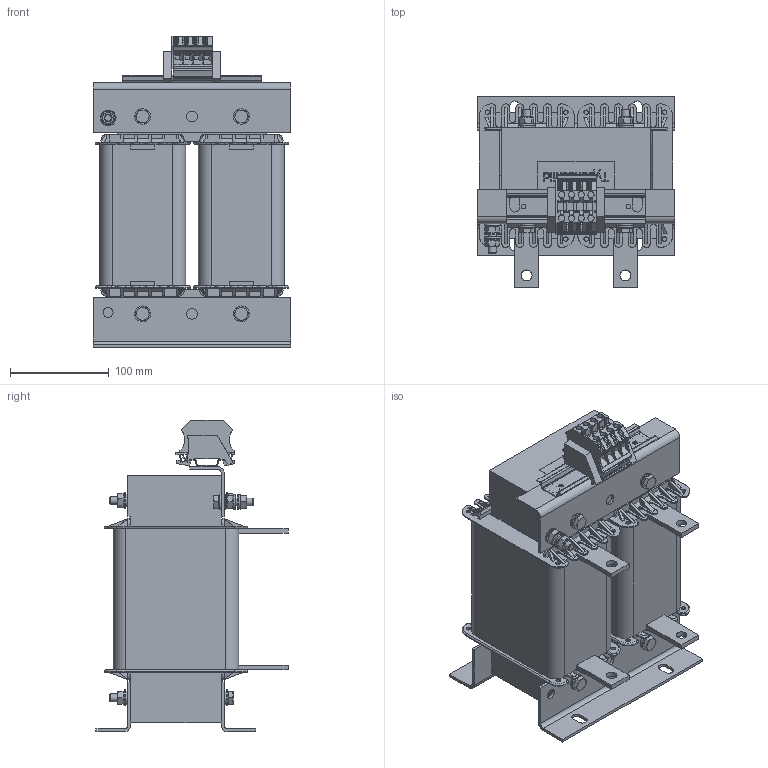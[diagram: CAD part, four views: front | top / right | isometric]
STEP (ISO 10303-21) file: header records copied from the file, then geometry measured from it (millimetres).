
FILE_DESCRIPTION(/* description */ (''),/* implementation_level */ '2;1');
FILE_NAME(/* name */ 'STEN_STEZ4.0.stp',/* time_stamp */ '2020-05-06T13:21:58+02:00',/* author */ ('TrapT'),/* organization */ (''),/* preprocessor_version */ 'ST-DEVELOPER v17.2',/* originating_system */ 'Autodesk Inventor 2019',/* authorisation */ '');
FILE_SCHEMA (('AUTOMOTIVE_DESIGN { 1 0 10303 214 3 1 1 }'));
Products named in the file (1): Bauteil1
Bounding box: 200 x 194.6 x 316 mm (x, y, z)
Volume: 4876261.8 mm3; surface area: 702388.7 mm2
Topology: 1 solids, 5 shells, 4183 faces, 11952 edges, 7875 vertices
Faces by surface type: plane 3378, cylinder 530, torus 122, bspline 100, cone 53
Full cylindrical faces by diameter (mm): 4.5 x18, 6.32 x8, 8 x11, 8.1 x8, 8.3 x2, 8.4 x10, 9.8 x8, 10 x3, 11 x11, 11.63 x5, 14 x8, 16 x10
Entity records: 139692 total; most frequent: CARTESIAN_POINT 30185, ORIENTED_EDGE 23904, DIRECTION 20302, EDGE_CURVE 11952, LINE 8554, VECTOR 8554, VERTEX_POINT 7875, AXIS2_PLACEMENT_3D 5874
